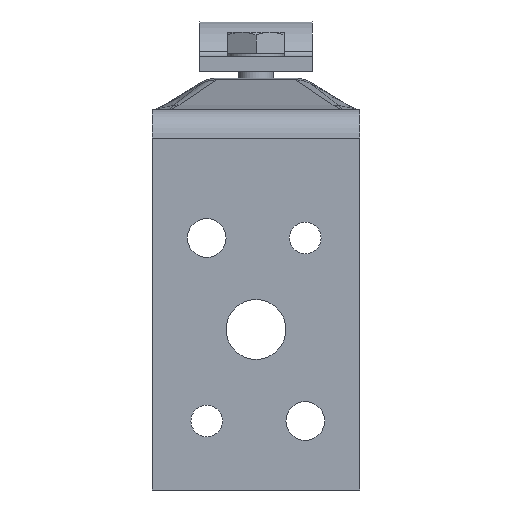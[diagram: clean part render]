
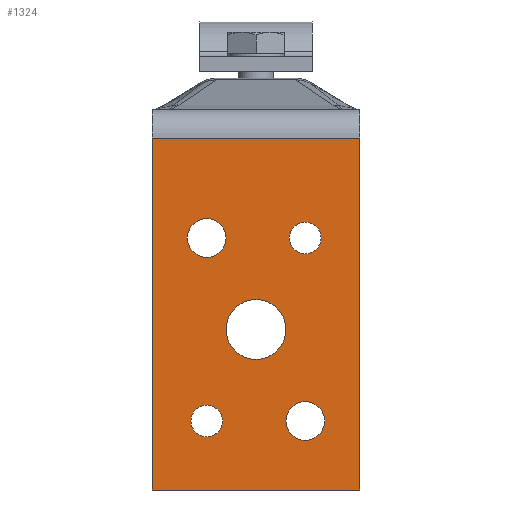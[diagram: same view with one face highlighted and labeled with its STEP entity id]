
A CAD part, front view. The second image highlights one B-rep face of the part: STEP entity #1324.
In plain terms, the highlighted face is planar.
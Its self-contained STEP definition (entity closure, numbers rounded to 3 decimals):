
#126 = CARTESIAN_POINT ( 'NONE',  ( -4., -13.45, -7. ) ) ;
#127 = CARTESIAN_POINT ( 'NONE',  ( -4., -39.95, -7. ) ) ;
#204 = CARTESIAN_POINT ( 'NONE',  ( -4., -2., -14.75 ) ) ;
#247 = DIRECTION ( 'NONE',  ( 0., -1., 0. ) ) ;
#302 = CARTESIAN_POINT ( 'NONE',  ( -4., -29.2, 0. ) ) ;
#309 = LINE ( 'NONE', #4487, #5120 ) ;
#340 = CIRCLE ( 'NONE', #3441, 2.25 ) ;
#418 = VECTOR ( 'NONE', #6011, 1000. ) ;
#445 = DIRECTION ( 'NONE',  ( 0., -1., 0. ) ) ;
#533 = ORIENTED_EDGE ( 'NONE', *, *, #4784, .T. ) ;
#539 = VERTEX_POINT ( 'NONE', #127 ) ;
#569 = CARTESIAN_POINT ( 'NONE',  ( -4., -44.45, -7. ) ) ;
#590 = ORIENTED_EDGE ( 'NONE', *, *, #5896, .T. ) ;
#604 = EDGE_CURVE ( 'NONE', #2905, #5744, #340, .T. ) ;
#607 = AXIS2_PLACEMENT_3D ( 'NONE', #302, #5750, #1168 ) ;
#613 = CARTESIAN_POINT ( 'NONE',  ( -4., -39.45, 7. ) ) ;
#722 = LINE ( 'NONE', #2027, #3616 ) ;
#746 = CIRCLE ( 'NONE', #5322, 2.25 ) ;
#824 = VERTEX_POINT ( 'NONE', #569 ) ;
#865 = ORIENTED_EDGE ( 'NONE', *, *, #1078, .T. ) ;
#883 = ORIENTED_EDGE ( 'NONE', *, *, #2230, .F. ) ;
#885 = VERTEX_POINT ( 'NONE', #1985 ) ;
#887 = DIRECTION ( 'NONE',  ( 1., 0., 0. ) ) ;
#960 = DIRECTION ( 'NONE',  ( 1., 0., 0. ) ) ;
#1003 = EDGE_CURVE ( 'NONE', #2016, #3376, #5669, .T. ) ;
#1078 = EDGE_CURVE ( 'NONE', #4911, #885, #1422, .T. ) ;
#1114 = DIRECTION ( 'NONE',  ( 0., -1., 0. ) ) ;
#1127 = ORIENTED_EDGE ( 'NONE', *, *, #1286, .F. ) ;
#1163 = EDGE_LOOP ( 'NONE', ( #590, #3514 ) ) ;
#1168 = DIRECTION ( 'NONE',  ( 0., -1., 0. ) ) ;
#1174 = DIRECTION ( 'NONE',  ( 1., 0., 0. ) ) ;
#1205 = EDGE_CURVE ( 'NONE', #5667, #3580, #4905, .T. ) ;
#1255 = CARTESIAN_POINT ( 'NONE',  ( -4., -2., 14.75 ) ) ;
#1260 = EDGE_LOOP ( 'NONE', ( #3121, #3036 ) ) ;
#1286 = EDGE_CURVE ( 'NONE', #4911, #2258, #722, .T. ) ;
#1299 = CIRCLE ( 'NONE', #3613, 4.25 ) ;
#1324 = ADVANCED_FACE ( 'NONE', ( #4440, #2984, #3420, #4847, #3366, #2514 ), #4380, .T. ) ;
#1404 = CARTESIAN_POINT ( 'NONE',  ( -4., -52., 14.75 ) ) ;
#1417 = AXIS2_PLACEMENT_3D ( 'NONE', #3831, #960, #4204 ) ;
#1422 = LINE ( 'NONE', #4216, #418 ) ;
#1436 = EDGE_LOOP ( 'NONE', ( #883, #1127, #865, #1459 ) ) ;
#1459 = ORIENTED_EDGE ( 'NONE', *, *, #3161, .T. ) ;
#1491 = AXIS2_PLACEMENT_3D ( 'NONE', #204, #3100, #2613 ) ;
#1495 = DIRECTION ( 'NONE',  ( 1., 0., 0. ) ) ;
#1563 = CARTESIAN_POINT ( 'NONE',  ( -4., -42.2, -7. ) ) ;
#1587 = AXIS2_PLACEMENT_3D ( 'NONE', #5063, #887, #2740 ) ;
#1714 = AXIS2_PLACEMENT_3D ( 'NONE', #4703, #1495, #5582 ) ;
#1779 = EDGE_CURVE ( 'NONE', #1965, #3599, #4814, .T. ) ;
#1786 = CARTESIAN_POINT ( 'NONE',  ( -4., -18.45, 7. ) ) ;
#1886 = ORIENTED_EDGE ( 'NONE', *, *, #4566, .T. ) ;
#1901 = CIRCLE ( 'NONE', #1714, 2.25 ) ;
#1965 = VERTEX_POINT ( 'NONE', #2045 ) ;
#1985 = CARTESIAN_POINT ( 'NONE',  ( -4., -52., -14.75 ) ) ;
#1987 = DIRECTION ( 'NONE',  ( 0., -1., 0. ) ) ;
#2016 = VERTEX_POINT ( 'NONE', #5942 ) ;
#2027 = CARTESIAN_POINT ( 'NONE',  ( -4., -2., -14.75 ) ) ;
#2045 = CARTESIAN_POINT ( 'NONE',  ( -4., -44.95, 7. ) ) ;
#2076 = DIRECTION ( 'NONE',  ( 1., 0., 0. ) ) ;
#2078 = VECTOR ( 'NONE', #3130, 1000. ) ;
#2230 = EDGE_CURVE ( 'NONE', #2258, #3241, #3641, .T. ) ;
#2233 = EDGE_LOOP ( 'NONE', ( #4472, #1886 ) ) ;
#2258 = VERTEX_POINT ( 'NONE', #2739 ) ;
#2449 = DIRECTION ( 'NONE',  ( 0., 0., 1. ) ) ;
#2514 = FACE_OUTER_BOUND ( 'NONE', #1436, .T. ) ;
#2613 = DIRECTION ( 'NONE',  ( 0., -1., 0. ) ) ;
#2675 = CARTESIAN_POINT ( 'NONE',  ( -4., -18.95, -7. ) ) ;
#2689 = AXIS2_PLACEMENT_3D ( 'NONE', #5285, #2076, #1114 ) ;
#2706 = ORIENTED_EDGE ( 'NONE', *, *, #5947, .T. ) ;
#2739 = CARTESIAN_POINT ( 'NONE',  ( -4., -2., 14.75 ) ) ;
#2740 = DIRECTION ( 'NONE',  ( 0., -1., 0. ) ) ;
#2803 = CARTESIAN_POINT ( 'NONE',  ( -4., -16.2, -7. ) ) ;
#2822 = DIRECTION ( 'NONE',  ( 1., 0., 0. ) ) ;
#2830 = CARTESIAN_POINT ( 'NONE',  ( -4., -16.2, -7. ) ) ;
#2873 = ORIENTED_EDGE ( 'NONE', *, *, #5044, .T. ) ;
#2905 = VERTEX_POINT ( 'NONE', #5323 ) ;
#2984 = FACE_BOUND ( 'NONE', #3363, .T. ) ;
#3036 = ORIENTED_EDGE ( 'NONE', *, *, #1779, .T. ) ;
#3100 = DIRECTION ( 'NONE',  ( -1., 0., 0. ) ) ;
#3121 = ORIENTED_EDGE ( 'NONE', *, *, #5082, .T. ) ;
#3130 = DIRECTION ( 'NONE',  ( 0., -1., 0. ) ) ;
#3161 = EDGE_CURVE ( 'NONE', #885, #3241, #309, .T. ) ;
#3241 = VERTEX_POINT ( 'NONE', #1404 ) ;
#3284 = DIRECTION ( 'NONE',  ( 1., 0., 0. ) ) ;
#3363 = EDGE_LOOP ( 'NONE', ( #3986, #2873 ) ) ;
#3366 = FACE_BOUND ( 'NONE', #1163, .T. ) ;
#3376 = VERTEX_POINT ( 'NONE', #3662 ) ;
#3420 = FACE_BOUND ( 'NONE', #1260, .T. ) ;
#3437 = CARTESIAN_POINT ( 'NONE',  ( -4., -16.2, 7. ) ) ;
#3441 = AXIS2_PLACEMENT_3D ( 'NONE', #3437, #1174, #247 ) ;
#3514 = ORIENTED_EDGE ( 'NONE', *, *, #1205, .T. ) ;
#3580 = VERTEX_POINT ( 'NONE', #126 ) ;
#3599 = VERTEX_POINT ( 'NONE', #613 ) ;
#3613 = AXIS2_PLACEMENT_3D ( 'NONE', #4211, #2822, #4685 ) ;
#3616 = VECTOR ( 'NONE', #2449, 1000. ) ;
#3641 = LINE ( 'NONE', #1255, #2078 ) ;
#3662 = CARTESIAN_POINT ( 'NONE',  ( -4., -33.45, 0. ) ) ;
#3818 = DIRECTION ( 'NONE',  ( 1., 0., 0. ) ) ;
#3831 = CARTESIAN_POINT ( 'NONE',  ( -4., -42.2, 7. ) ) ;
#3930 = DIRECTION ( 'NONE',  ( 0., 0., 1. ) ) ;
#3947 = CIRCLE ( 'NONE', #2689, 2.25 ) ;
#3986 = ORIENTED_EDGE ( 'NONE', *, *, #604, .T. ) ;
#4139 = CIRCLE ( 'NONE', #1417, 2.75 ) ;
#4144 = CARTESIAN_POINT ( 'NONE',  ( -4., -2., -14.75 ) ) ;
#4204 = DIRECTION ( 'NONE',  ( 0., -1., 0. ) ) ;
#4211 = CARTESIAN_POINT ( 'NONE',  ( -4., -29.2, 0. ) ) ;
#4216 = CARTESIAN_POINT ( 'NONE',  ( -4., -2., -14.75 ) ) ;
#4380 = PLANE ( 'NONE',  #1491 ) ;
#4440 = FACE_BOUND ( 'NONE', #2233, .T. ) ;
#4453 = EDGE_LOOP ( 'NONE', ( #533, #2706 ) ) ;
#4472 = ORIENTED_EDGE ( 'NONE', *, *, #1003, .T. ) ;
#4487 = CARTESIAN_POINT ( 'NONE',  ( -4., -52., -14.75 ) ) ;
#4566 = EDGE_CURVE ( 'NONE', #3376, #2016, #1299, .T. ) ;
#4666 = DIRECTION ( 'NONE',  ( 0., -1., 0. ) ) ;
#4685 = DIRECTION ( 'NONE',  ( 0., -1., 0. ) ) ;
#4703 = CARTESIAN_POINT ( 'NONE',  ( -4., -16.2, 7. ) ) ;
#4784 = EDGE_CURVE ( 'NONE', #539, #824, #3947, .T. ) ;
#4802 = AXIS2_PLACEMENT_3D ( 'NONE', #2803, #3284, #4666 ) ;
#4814 = CIRCLE ( 'NONE', #1587, 2.75 ) ;
#4847 = FACE_BOUND ( 'NONE', #4453, .T. ) ;
#4905 = CIRCLE ( 'NONE', #4802, 2.75 ) ;
#4911 = VERTEX_POINT ( 'NONE', #4144 ) ;
#5044 = EDGE_CURVE ( 'NONE', #5744, #2905, #1901, .T. ) ;
#5063 = CARTESIAN_POINT ( 'NONE',  ( -4., -42.2, 7. ) ) ;
#5082 = EDGE_CURVE ( 'NONE', #3599, #1965, #4139, .T. ) ;
#5120 = VECTOR ( 'NONE', #3930, 1000. ) ;
#5224 = CIRCLE ( 'NONE', #5695, 2.75 ) ;
#5285 = CARTESIAN_POINT ( 'NONE',  ( -4., -42.2, -7. ) ) ;
#5322 = AXIS2_PLACEMENT_3D ( 'NONE', #1563, #3818, #1987 ) ;
#5323 = CARTESIAN_POINT ( 'NONE',  ( -4., -13.95, 7. ) ) ;
#5582 = DIRECTION ( 'NONE',  ( 0., -1., 0. ) ) ;
#5655 = DIRECTION ( 'NONE',  ( 1., 0., 0. ) ) ;
#5667 = VERTEX_POINT ( 'NONE', #2675 ) ;
#5669 = CIRCLE ( 'NONE', #607, 4.25 ) ;
#5695 = AXIS2_PLACEMENT_3D ( 'NONE', #2830, #5655, #445 ) ;
#5744 = VERTEX_POINT ( 'NONE', #1786 ) ;
#5750 = DIRECTION ( 'NONE',  ( 1., 0., 0. ) ) ;
#5896 = EDGE_CURVE ( 'NONE', #3580, #5667, #5224, .T. ) ;
#5942 = CARTESIAN_POINT ( 'NONE',  ( -4., -24.95, 0. ) ) ;
#5947 = EDGE_CURVE ( 'NONE', #824, #539, #746, .T. ) ;
#6011 = DIRECTION ( 'NONE',  ( 0., -1., 0. ) ) ;
